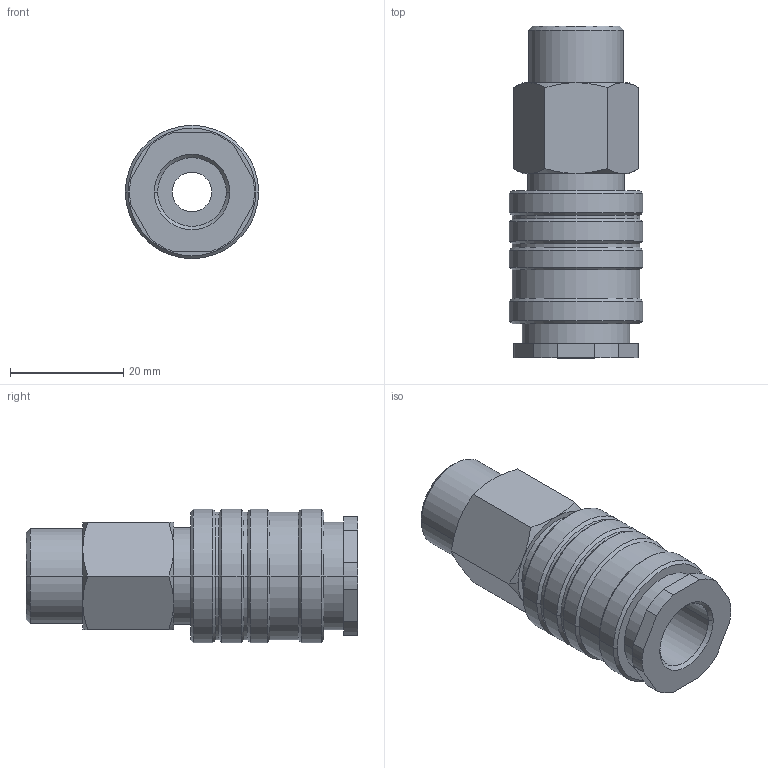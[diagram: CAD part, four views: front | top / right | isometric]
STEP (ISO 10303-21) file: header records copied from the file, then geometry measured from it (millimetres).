
FILE_DESCRIPTION(('STEP AP214'),'1');
FILE_NAME('ESIE_38_AAB.stp','2020-08-17T11:38:14',('TraceParts'),('TraceParts S.A.'),'Spatial InterOp 3D',' ',' ');
FILE_SCHEMA(('AUTOMOTIVE_DESIGN { 1 0 10303 214 1 1 1 1 }'));
Length unit declared in the file: millimetre
Products named in the file (1): ESIE_38_AAB
Bounding box: 23.5 x 58.5 x 23.5 mm (x, y, z)
Volume: 15784 mm3; surface area: 6555.6 mm2
Topology: 1 solids, 1 shells, 88 faces, 192 edges, 112 vertices
Faces by surface type: cone 36, cylinder 32, plane 20
Entity records: 3128 total; most frequent: CARTESIAN_POINT 489, DIRECTION 434, ORIENTED_EDGE 384, EDGE_CURVE 192, AXIS2_PLACEMENT_3D 177, VERTEX_POINT 112, EDGE_LOOP 96, STYLED_ITEM 88
